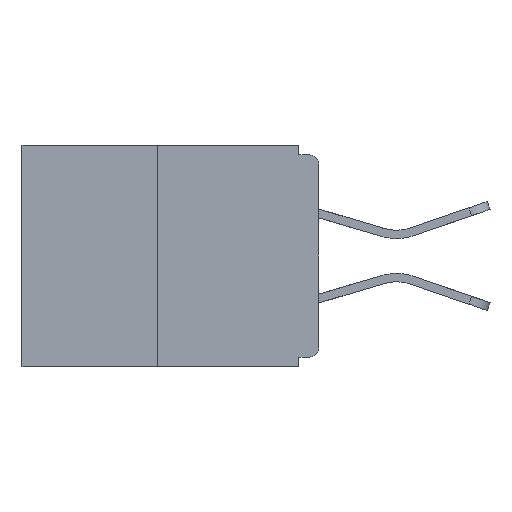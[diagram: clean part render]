
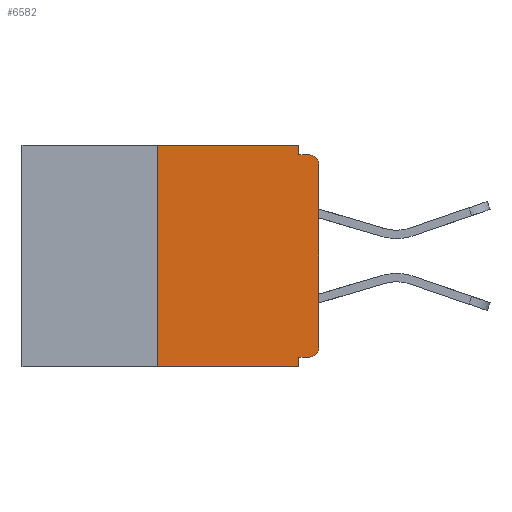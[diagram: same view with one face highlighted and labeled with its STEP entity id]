
A CAD part, left-side view. The second image highlights one B-rep face of the part: STEP entity #6582.
In plain terms, the highlighted planar face has unit normal (-1, 0, 0).
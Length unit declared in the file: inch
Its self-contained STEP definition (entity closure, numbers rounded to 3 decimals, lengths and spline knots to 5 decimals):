
#2 = AXIS2_PLACEMENT_3D ( 'NONE', #6572, #20612, #17171 ) ;
#41 = ORIENTED_EDGE ( 'NONE', *, *, #9699, .F. ) ;
#86 = EDGE_CURVE ( 'NONE', #6160, #21593, #4475, .T. ) ;
#514 = CARTESIAN_POINT ( 'NONE',  ( 0., 0.031, -0.015 ) ) ;
#637 = ORIENTED_EDGE ( 'NONE', *, *, #19741, .T. ) ;
#1193 = ORIENTED_EDGE ( 'NONE', *, *, #3743, .F. ) ;
#1273 = LINE ( 'NONE', #4267, #19102 ) ;
#1293 = CARTESIAN_POINT ( 'NONE',  ( 0., 0.25, 0. ) ) ;
#1379 = DIRECTION ( 'NONE',  ( 0., 0., 1. ) ) ;
#1830 = CARTESIAN_POINT ( 'NONE',  ( 0., 0.25, -0.343 ) ) ;
#2189 = CARTESIAN_POINT ( 'NONE',  ( 0., 0., -0.015 ) ) ;
#2193 = CARTESIAN_POINT ( 'NONE',  ( 0., 0.015, -0.015 ) ) ;
#2272 = VECTOR ( 'NONE', #6119, 39.37008 ) ;
#2523 = CARTESIAN_POINT ( 'NONE',  ( 0., 0.25, 0. ) ) ;
#2723 = PLANE ( 'NONE',  #2 ) ;
#3327 = CARTESIAN_POINT ( 'NONE',  ( 0., 0.015, -0.313 ) ) ;
#3588 = CARTESIAN_POINT ( 'NONE',  ( 0., 0.015, -0.328 ) ) ;
#3743 = EDGE_CURVE ( 'NONE', #17263, #4808, #1273, .T. ) ;
#3980 = DIRECTION ( 'NONE',  ( 0., 1., 0. ) ) ;
#4062 = ORIENTED_EDGE ( 'NONE', *, *, #8650, .T. ) ;
#4267 = CARTESIAN_POINT ( 'NONE',  ( 0., 0.031, -0.343 ) ) ;
#4420 = FACE_OUTER_BOUND ( 'NONE', #8321, .T. ) ;
#4475 = CIRCLE ( 'NONE', #12742, 0.015 ) ;
#4793 = LINE ( 'NONE', #17074, #14473 ) ;
#4808 = VERTEX_POINT ( 'NONE', #13150 ) ;
#6056 = EDGE_CURVE ( 'NONE', #10630, #6123, #12776, .T. ) ;
#6119 = DIRECTION ( 'NONE',  ( 0., -1., 0. ) ) ;
#6123 = VERTEX_POINT ( 'NONE', #8629 ) ;
#6160 = VERTEX_POINT ( 'NONE', #3588 ) ;
#6286 = DIRECTION ( 'NONE',  ( 0., 0., -1. ) ) ;
#6572 = CARTESIAN_POINT ( 'NONE',  ( 0., 0.46, 0. ) ) ;
#6582 = ADVANCED_FACE ( 'NONE', ( #4420 ), #2723, .F. ) ;
#6729 = CARTESIAN_POINT ( 'NONE',  ( 0., 0., -0.313 ) ) ;
#6762 = LINE ( 'NONE', #1293, #20471 ) ;
#7064 = EDGE_CURVE ( 'NONE', #6160, #17263, #8437, .T. ) ;
#7506 = ORIENTED_EDGE ( 'NONE', *, *, #7064, .F. ) ;
#7848 = AXIS2_PLACEMENT_3D ( 'NONE', #14727, #12754, #21387 ) ;
#8216 = VERTEX_POINT ( 'NONE', #514 ) ;
#8248 = CARTESIAN_POINT ( 'NONE',  ( 0., 0., -0.03 ) ) ;
#8321 = EDGE_LOOP ( 'NONE', ( #8757, #17935, #15047, #1193, #7506, #18308, #4062, #637, #41, #17891 ) ) ;
#8437 = LINE ( 'NONE', #10526, #18137 ) ;
#8629 = CARTESIAN_POINT ( 'NONE',  ( 0., 0.031, 0. ) ) ;
#8650 = EDGE_CURVE ( 'NONE', #21593, #17158, #12528, .T. ) ;
#8757 = ORIENTED_EDGE ( 'NONE', *, *, #6056, .F. ) ;
#9699 = EDGE_CURVE ( 'NONE', #8216, #9950, #18402, .T. ) ;
#9950 = VERTEX_POINT ( 'NONE', #2193 ) ;
#10526 = CARTESIAN_POINT ( 'NONE',  ( 0., 0., -0.328 ) ) ;
#10630 = VERTEX_POINT ( 'NONE', #2523 ) ;
#10690 = LINE ( 'NONE', #18020, #19831 ) ;
#11662 = VERTEX_POINT ( 'NONE', #1830 ) ;
#12053 = DIRECTION ( 'NONE',  ( -1., 0., 0. ) ) ;
#12528 = LINE ( 'NONE', #20165, #22176 ) ;
#12742 = AXIS2_PLACEMENT_3D ( 'NONE', #3327, #12053, #13702 ) ;
#12754 = DIRECTION ( 'NONE',  ( -1., 0., 0. ) ) ;
#12776 = LINE ( 'NONE', #19646, #2272 ) ;
#13150 = CARTESIAN_POINT ( 'NONE',  ( 0., 0.031, -0.343 ) ) ;
#13702 = DIRECTION ( 'NONE',  ( 0., 0., -1. ) ) ;
#14068 = EDGE_CURVE ( 'NONE', #6123, #8216, #10690, .T. ) ;
#14473 = VECTOR ( 'NONE', #15340, 39.37008 ) ;
#14727 = CARTESIAN_POINT ( 'NONE',  ( 0., 0.015, -0.03 ) ) ;
#15047 = ORIENTED_EDGE ( 'NONE', *, *, #20508, .T. ) ;
#15340 = DIRECTION ( 'NONE',  ( 0., -1., 0. ) ) ;
#15863 = CARTESIAN_POINT ( 'NONE',  ( 0., 0.031, -0.328 ) ) ;
#16041 = DIRECTION ( 'NONE',  ( 0., -1., 0. ) ) ;
#16375 = DIRECTION ( 'NONE',  ( 0., 0., -1. ) ) ;
#17062 = VECTOR ( 'NONE', #16041, 39.37008 ) ;
#17074 = CARTESIAN_POINT ( 'NONE',  ( 0., 0.46, -0.343 ) ) ;
#17158 = VERTEX_POINT ( 'NONE', #8248 ) ;
#17171 = DIRECTION ( 'NONE',  ( 0., 0., -1. ) ) ;
#17263 = VERTEX_POINT ( 'NONE', #15863 ) ;
#17891 = ORIENTED_EDGE ( 'NONE', *, *, #14068, .F. ) ;
#17935 = ORIENTED_EDGE ( 'NONE', *, *, #19344, .F. ) ;
#18020 = CARTESIAN_POINT ( 'NONE',  ( 0., 0.031, 0. ) ) ;
#18137 = VECTOR ( 'NONE', #3980, 39.37008 ) ;
#18308 = ORIENTED_EDGE ( 'NONE', *, *, #86, .T. ) ;
#18402 = LINE ( 'NONE', #2189, #17062 ) ;
#19102 = VECTOR ( 'NONE', #16375, 39.37008 ) ;
#19344 = EDGE_CURVE ( 'NONE', #11662, #10630, #6762, .T. ) ;
#19646 = CARTESIAN_POINT ( 'NONE',  ( 0., 0.46, 0. ) ) ;
#19741 = EDGE_CURVE ( 'NONE', #17158, #9950, #21748, .T. ) ;
#19831 = VECTOR ( 'NONE', #6286, 39.37008 ) ;
#20165 = CARTESIAN_POINT ( 'NONE',  ( 0., 0., 0. ) ) ;
#20327 = DIRECTION ( 'NONE',  ( 0., 0., 1. ) ) ;
#20471 = VECTOR ( 'NONE', #1379, 39.37008 ) ;
#20508 = EDGE_CURVE ( 'NONE', #11662, #4808, #4793, .T. ) ;
#20612 = DIRECTION ( 'NONE',  ( 1., 0., 0. ) ) ;
#21387 = DIRECTION ( 'NONE',  ( 0., 0., -1. ) ) ;
#21593 = VERTEX_POINT ( 'NONE', #6729 ) ;
#21748 = CIRCLE ( 'NONE', #7848, 0.015 ) ;
#22176 = VECTOR ( 'NONE', #20327, 39.37008 ) ;
